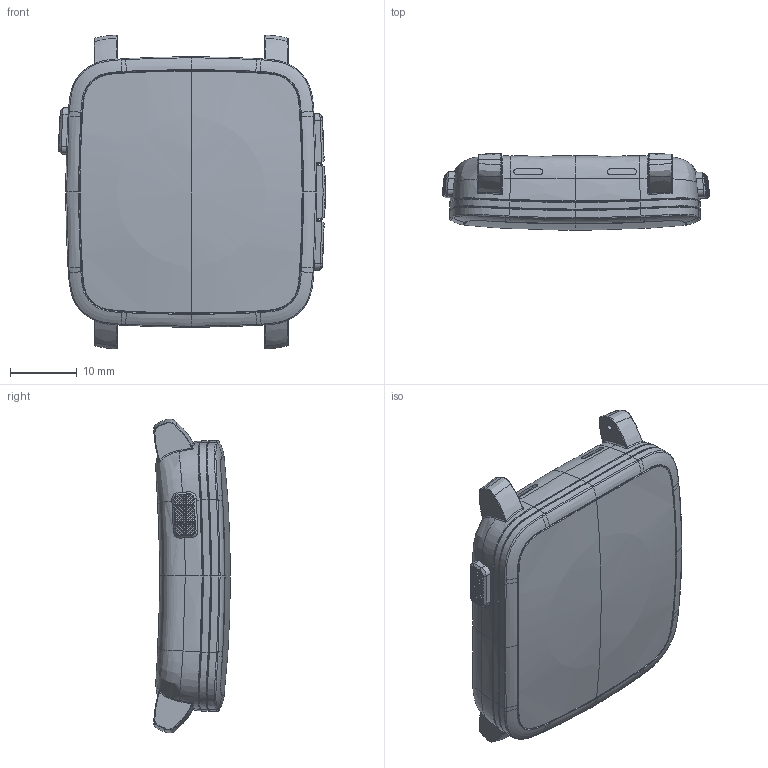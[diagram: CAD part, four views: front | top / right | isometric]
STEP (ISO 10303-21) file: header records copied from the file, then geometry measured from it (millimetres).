
FILE_DESCRIPTION((''),'2;1');
FILE_NAME('PEBBLETIMESTEEL_20150306_ASM','2015-03-30T',('HP-ZBook15'),(''),'PRO/ENGINEER BY PARAMETRIC TECHNOLOGY CORPORATION, 2010280','PRO/ENGINEER BY PARAMETRIC TECHNOLOGY CORPORATION, 2010280','');
FILE_SCHEMA(('CONFIG_CONTROL_DESIGN'));
Length unit declared in the file: millimetre
Products named in the file (8): 05_CHARGER_PLATE_WQ3_60_1_1; CHARGINGPORTSP02_PARTA_60_1_1; PRT0001; ASM0002_ASM; PEBBLETIMESTEEL-SURFACEFILES_1; ASM0001_ASM; BOBBY_V0-BEZEL; PEBBLETIMESTEEL_20150306_ASM
Assembly tree (8 placements, depth 4):
  PEBBLETIMESTEEL_20150306_ASM
    ASM0001_ASM
      05_CHARGER_PLATE_WQ3_60_1_1
      ASM0002_ASM
        CHARGINGPORTSP02_PARTA_60_1_1
        PRT0001  x2
      PEBBLETIMESTEEL-SURFACEFILES_1
    BOBBY_V0-BEZEL
Bounding box: 39.91 x 11.48 x 46.93 mm (x, y, z)
Volume: 6494.9 mm3; surface area: 8628.2 mm2
Topology: 8 solids, 21 shells, 4858 faces, 11582 edges, 6757 vertices
Faces by surface type: bspline 4374, cylinder 184, plane 147, extrusion 83, torus 32, cone 30, sphere 8
Entity records: 237883 total; most frequent: CARTESIAN_POINT 161851, ORIENTED_EDGE 23006, EDGE_CURVE 11529, B_SPLINE_CURVE_WITH_KNOTS 10670, VERTEX_POINT 6731, EDGE_LOOP 4873, FACE_OUTER_BOUND 4840, ADVANCED_FACE 4840
